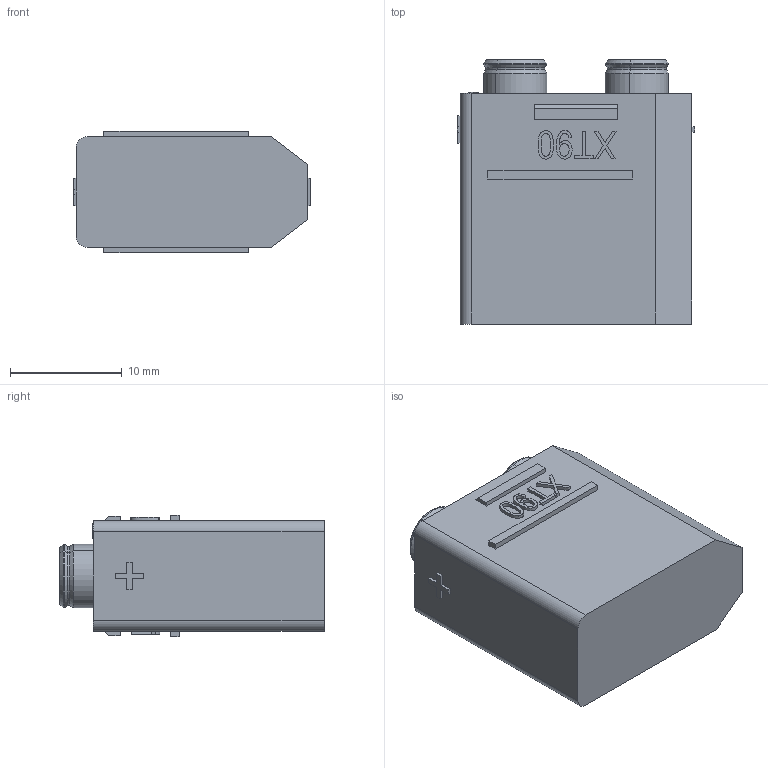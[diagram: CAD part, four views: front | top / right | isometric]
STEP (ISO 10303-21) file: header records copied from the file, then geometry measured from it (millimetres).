
FILE_DESCRIPTION (( 'STEP AP203' ), '1' );
FILE_NAME ('XT90PB-M 3D DRAWING.STEP', '2019-08-29T10:10:12', ( '' ), ( '' ), 'SwSTEP 2.0', 'SolidWorks 2015', '' );
FILE_SCHEMA (( 'CONFIG_CONTROL_DESIGN' ));
Length unit declared in the file: millimetre
Products named in the file (1): XT90PB-M 3D DRAWING
Bounding box: 21.3 x 23.7 x 10.9 mm (x, y, z)
Volume: 4245 mm3; surface area: 1764 mm2
Topology: 1 solids, 1 shells, 305 faces, 784 edges, 514 vertices
Faces by surface type: plane 174, cylinder 82, bspline 33, cone 16
Entity records: 10596 total; most frequent: CARTESIAN_POINT 3421, ORIENTED_EDGE 1560, DIRECTION 1265, EDGE_CURVE 780, LINE 537, VECTOR 537, VERTEX_POINT 514, AXIS2_PLACEMENT_3D 364
